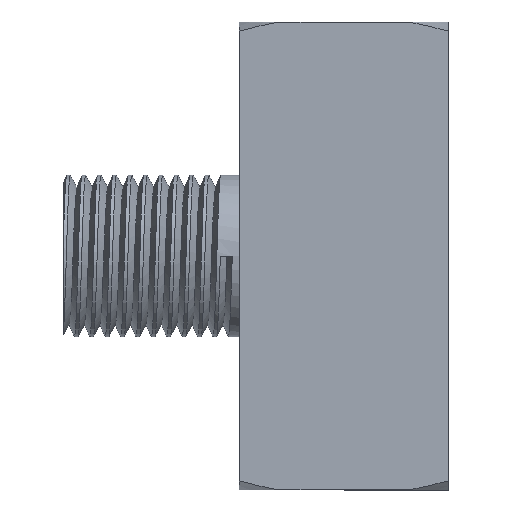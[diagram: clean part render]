
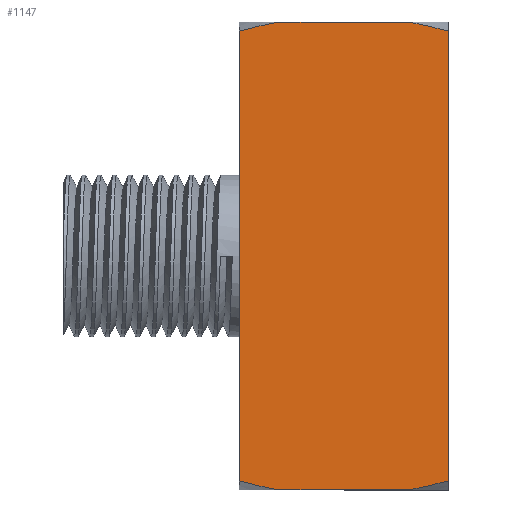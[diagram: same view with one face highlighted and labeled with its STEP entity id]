
A CAD part, left-side view. The second image highlights one B-rep face of the part: STEP entity #1147.
In plain terms, the highlighted planar face has unit normal (-1, 0, 0).
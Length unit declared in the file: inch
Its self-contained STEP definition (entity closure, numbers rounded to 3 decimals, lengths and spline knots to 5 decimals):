
#10 = CARTESIAN_POINT ( 'NONE',  ( -0.34, 0.21071, 0. ) ) ;
#63 = CARTESIAN_POINT ( 'NONE',  ( -0.34, -0.29714, 0.01839 ) ) ;
#99 = CARTESIAN_POINT ( 'NONE',  ( -0.34, 0.34, 1.49058 ) ) ;
#153 = CARTESIAN_POINT ( 'NONE',  ( -0.34, -0.34, 1.52 ) ) ;
#215 = CARTESIAN_POINT ( 'NONE',  ( -0.34, 0.25418, 0.00833 ) ) ;
#268 = CARTESIAN_POINT ( 'NONE',  ( -0.34, -0.34, 1.49058 ) ) ;
#305 = CARTESIAN_POINT ( 'NONE',  ( -0.34, -0.21071, 0. ) ) ;
#459 = CARTESIAN_POINT ( 'NONE',  ( -0.34, -0.29721, 1.50159 ) ) ;
#526 = EDGE_CURVE ( 'NONE', #2670, #1907, #681, .T. ) ;
#541 = VECTOR ( 'NONE', #2060, 39.37008 ) ;
#571 = LINE ( 'NONE', #1833, #541 ) ;
#578 = EDGE_CURVE ( 'NONE', #2783, #2538, #1221, .T. ) ;
#616 = PLANE ( 'NONE',  #2223 ) ;
#673 = CARTESIAN_POINT ( 'NONE',  ( -0.34, -0.21071, 1.52 ) ) ;
#681 = B_SPLINE_CURVE_WITH_KNOTS ( 'NONE', 3,
 ( #1469, #1573, #215, #10 ),
 .UNSPECIFIED., .F., .F.,
 ( 4, 4 ),
 ( 0.01083, 0.0142 ),
 .UNSPECIFIED. ) ;
#724 = LINE ( 'NONE', #153, #779 ) ;
#779 = VECTOR ( 'NONE', #1773, 39.37008 ) ;
#854 = DIRECTION ( 'NONE',  ( 1., 0., 0. ) ) ;
#874 = CARTESIAN_POINT ( 'NONE',  ( -0.34, -0.34, 0.02942 ) ) ;
#894 = VECTOR ( 'NONE', #2238, 39.37008 ) ;
#931 = LINE ( 'NONE', #1037, #894 ) ;
#971 = VECTOR ( 'NONE', #1908, 39.37008 ) ;
#1000 = CARTESIAN_POINT ( 'NONE',  ( -0.34, 0.21071, 1.52 ) ) ;
#1006 = LINE ( 'NONE', #1917, #971 ) ;
#1037 = CARTESIAN_POINT ( 'NONE',  ( -0.34, 0.34, 1.52 ) ) ;
#1049 = CARTESIAN_POINT ( 'NONE',  ( -0.34, 0.21071, 1.52 ) ) ;
#1054 = FACE_OUTER_BOUND ( 'NONE', #1634, .T. ) ;
#1147 = ADVANCED_FACE ( 'NONE', ( #1054 ), #616, .F. ) ;
#1156 = CARTESIAN_POINT ( 'NONE',  ( -0.34, -0.2541, 0.00832 ) ) ;
#1221 = B_SPLINE_CURVE_WITH_KNOTS ( 'NONE', 3,
 ( #268, #459, #2123, #673 ),
 .UNSPECIFIED., .F., .F.,
 ( 4, 4 ),
 ( 0.01083, 0.0142 ),
 .UNSPECIFIED. ) ;
#1254 = CARTESIAN_POINT ( 'NONE',  ( -0.34, 0.29714, 1.50161 ) ) ;
#1317 = CARTESIAN_POINT ( 'NONE',  ( -0.34, 0.21071, 0. ) ) ;
#1469 = CARTESIAN_POINT ( 'NONE',  ( -0.34, 0.34, 0.02942 ) ) ;
#1496 = EDGE_CURVE ( 'NONE', #1907, #2217, #1006, .T. ) ;
#1511 = ORIENTED_EDGE ( 'NONE', *, *, #578, .T. ) ;
#1573 = CARTESIAN_POINT ( 'NONE',  ( -0.34, 0.29721, 0.01841 ) ) ;
#1596 = ORIENTED_EDGE ( 'NONE', *, *, #2828, .T. ) ;
#1597 = CARTESIAN_POINT ( 'NONE',  ( -0.34, 0.34, 1.52 ) ) ;
#1633 = B_SPLINE_CURVE_WITH_KNOTS ( 'NONE', 3,
 ( #1000, #2197, #1254, #2839 ),
 .UNSPECIFIED., .F., .F.,
 ( 4, 4 ),
 ( 0.02501, 0.02844 ),
 .UNSPECIFIED. ) ;
#1634 = EDGE_LOOP ( 'NONE', ( #2116, #1511, #2647, #2033, #1596, #2490, #1918, #1680 ) ) ;
#1657 = CARTESIAN_POINT ( 'NONE',  ( -0.34, -0.34, 0.02942 ) ) ;
#1680 = ORIENTED_EDGE ( 'NONE', *, *, #2411, .T. ) ;
#1726 = EDGE_CURVE ( 'NONE', #1760, #2538, #931, .T. ) ;
#1760 = VERTEX_POINT ( 'NONE', #1049 ) ;
#1762 = CARTESIAN_POINT ( 'NONE',  ( -0.34, 0.34, 0.02942 ) ) ;
#1773 = DIRECTION ( 'NONE',  ( 0., 0., -1. ) ) ;
#1833 = CARTESIAN_POINT ( 'NONE',  ( -0.34, 0.34, 1.52 ) ) ;
#1907 = VERTEX_POINT ( 'NONE', #1317 ) ;
#1908 = DIRECTION ( 'NONE',  ( 0., -1., 0. ) ) ;
#1917 = CARTESIAN_POINT ( 'NONE',  ( -0.34, 0.34, 0. ) ) ;
#1918 = ORIENTED_EDGE ( 'NONE', *, *, #1496, .T. ) ;
#1959 = CARTESIAN_POINT ( 'NONE',  ( -0.34, -0.21071, 1.52 ) ) ;
#2006 = VERTEX_POINT ( 'NONE', #874 ) ;
#2033 = ORIENTED_EDGE ( 'NONE', *, *, #2619, .T. ) ;
#2060 = DIRECTION ( 'NONE',  ( 0., 0., -1. ) ) ;
#2116 = ORIENTED_EDGE ( 'NONE', *, *, #2680, .F. ) ;
#2123 = CARTESIAN_POINT ( 'NONE',  ( -0.34, -0.25418, 1.51167 ) ) ;
#2197 = CARTESIAN_POINT ( 'NONE',  ( -0.34, 0.2541, 1.51168 ) ) ;
#2217 = VERTEX_POINT ( 'NONE', #305 ) ;
#2223 = AXIS2_PLACEMENT_3D ( 'NONE', #1597, #854, #2483 ) ;
#2233 = VERTEX_POINT ( 'NONE', #99 ) ;
#2238 = DIRECTION ( 'NONE',  ( 0., -1., 0. ) ) ;
#2367 = B_SPLINE_CURVE_WITH_KNOTS ( 'NONE', 3,
 ( #2768, #1156, #63, #1657 ),
 .UNSPECIFIED., .F., .F.,
 ( 4, 4 ),
 ( 0.02501, 0.02844 ),
 .UNSPECIFIED. ) ;
#2411 = EDGE_CURVE ( 'NONE', #2217, #2006, #2367, .T. ) ;
#2458 = CARTESIAN_POINT ( 'NONE',  ( -0.34, -0.34, 1.49058 ) ) ;
#2483 = DIRECTION ( 'NONE',  ( 0., 1., 0. ) ) ;
#2490 = ORIENTED_EDGE ( 'NONE', *, *, #526, .T. ) ;
#2538 = VERTEX_POINT ( 'NONE', #1959 ) ;
#2619 = EDGE_CURVE ( 'NONE', #1760, #2233, #1633, .T. ) ;
#2647 = ORIENTED_EDGE ( 'NONE', *, *, #1726, .F. ) ;
#2670 = VERTEX_POINT ( 'NONE', #1762 ) ;
#2680 = EDGE_CURVE ( 'NONE', #2783, #2006, #724, .T. ) ;
#2768 = CARTESIAN_POINT ( 'NONE',  ( -0.34, -0.21071, 0. ) ) ;
#2783 = VERTEX_POINT ( 'NONE', #2458 ) ;
#2828 = EDGE_CURVE ( 'NONE', #2233, #2670, #571, .T. ) ;
#2839 = CARTESIAN_POINT ( 'NONE',  ( -0.34, 0.34, 1.49058 ) ) ;
